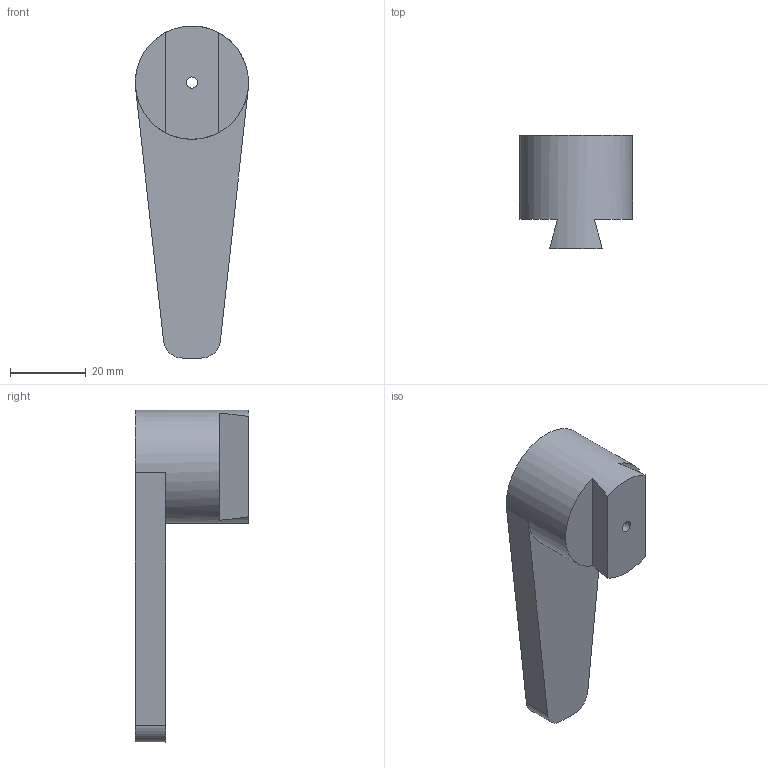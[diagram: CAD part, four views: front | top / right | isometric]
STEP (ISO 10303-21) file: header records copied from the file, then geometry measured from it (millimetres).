
FILE_DESCRIPTION(/* description */ (''),/* implementation_level */ '2;1');
FILE_NAME(/* name */ '34. Battery Stock Pad.step',/* time_stamp */ '2023-09-05T19:31:04+01:00',/* author */ (''),/* organization */ (''),/* preprocessor_version */ 'ST-DEVELOPER v20',/* originating_system */ 'Autodesk Translation Framework v12.9.0.99',/* authorisation */ '');
FILE_SCHEMA (('AUTOMOTIVE_DESIGN { 1 0 10303 214 3 1 1 }'));
Length unit declared in the file: millimetre
Products named in the file (1): 34. Battery Stock Pad
Bounding box: 29.97 x 30 x 87.92 mm (x, y, z)
Volume: 28109 mm3; surface area: 7927.5 mm2
Topology: 1 solids, 1 shells, 28 faces, 72 edges, 46 vertices
Faces by surface type: plane 22, cylinder 5, cone 1
Full cylindrical faces by diameter (mm): 3 x1, 5.6 x1, 30 x1
Entity records: 900 total; most frequent: DIRECTION 158, CARTESIAN_POINT 147, ORIENTED_EDGE 144, EDGE_CURVE 72, AXIS2_PLACEMENT_3D 57, VERTEX_POINT 46, LINE 44, VECTOR 44
